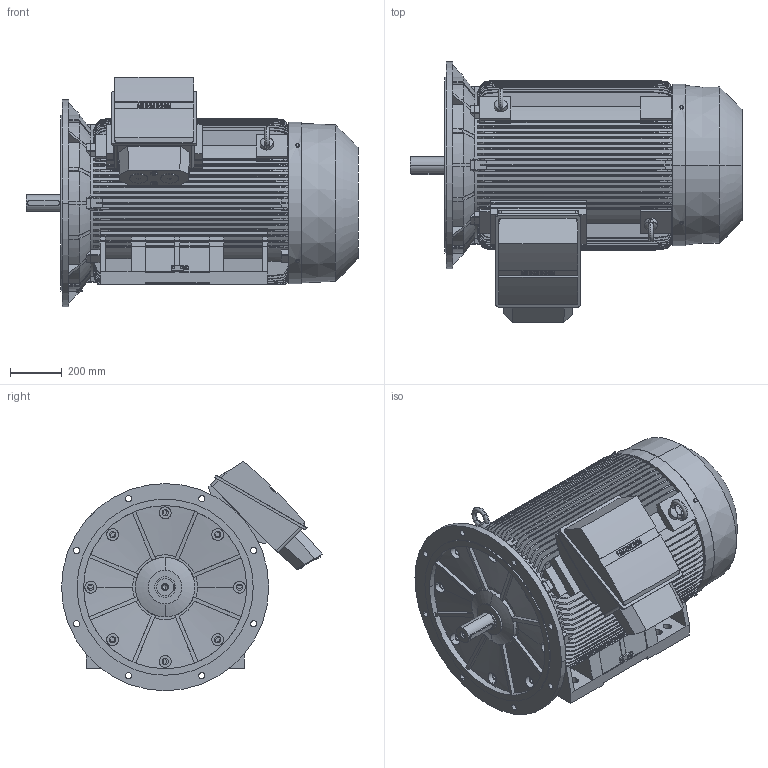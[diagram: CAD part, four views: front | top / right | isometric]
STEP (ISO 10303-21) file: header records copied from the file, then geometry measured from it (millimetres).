
FILE_DESCRIPTION(('STEP AP214'),'1');
FILE_NAME('cctmp_CAEEF4C3-AB45-4B07-86DD-B333A9EAA59D_2023_06_26_10_05_13_0177..stp','2023-06-26T08:05:14',('SIEMENS A&D'),('CADClick - www.CADClick.com'),'Spatial InterOp 3D',' ','unknown authorization');
FILE_SCHEMA(('AUTOMOTIVE_DESIGN'));
Length unit declared in the file: millimetre
Products named in the file (1): 1
Bounding box: 1282 x 1007.4 x 886.14 mm (x, y, z)
Volume: 360953710.9 mm3; surface area: 8429233.2 mm2
Topology: 9 solids, 9 shells, 1842 faces, 5509 edges, 3363 vertices
Faces by surface type: plane 1008, cylinder 468, torus 310, cone 56
Entity records: 85016 total; most frequent: CARTESIAN_POINT 23837, ORIENTED_EDGE 10254, DIRECTION 9024, EDGE_CURVE 5127, VERTEX_POINT 3365, AXIS2_PLACEMENT_3D 3102, LINE 2820, VECTOR 2820
